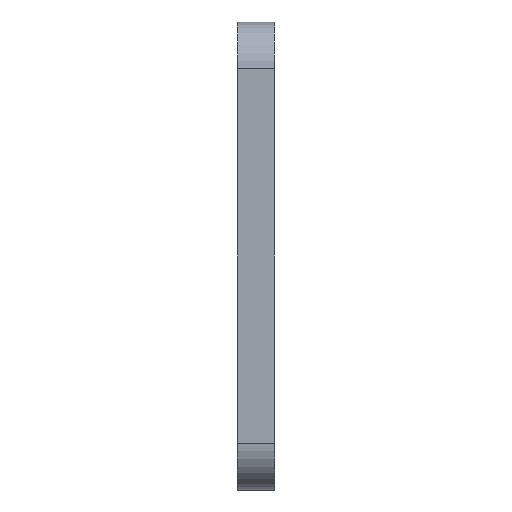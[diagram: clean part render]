
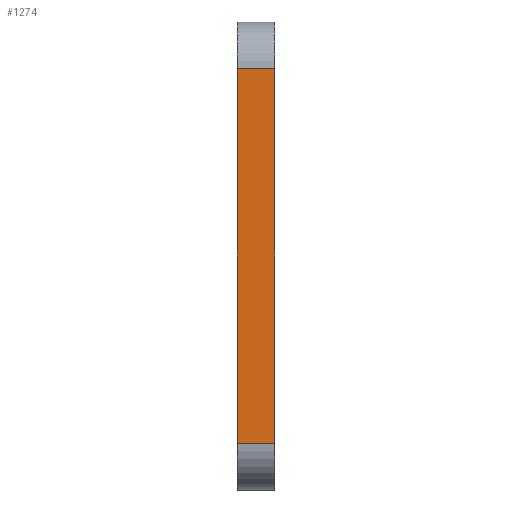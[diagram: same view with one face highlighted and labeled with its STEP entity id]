
A CAD part, front view. The second image highlights one B-rep face of the part: STEP entity #1274.
In plain terms, the highlighted planar face has unit normal (0, -1, 0).
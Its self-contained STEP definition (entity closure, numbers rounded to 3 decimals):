
#1089=CARTESIAN_POINT('Vertex',(4.,-25.,20.)) ;
#1105=CARTESIAN_POINT('Vertex',(0.,-25.,20.)) ;
#1108=CARTESIAN_POINT('Line Origine',(2.,-25.,20.)) ;
#1244=CARTESIAN_POINT('Axis2P3D Location',(0.,-25.,-25.)) ;
#1249=CARTESIAN_POINT('Line Origine',(2.,-25.,-20.)) ;
#1253=CARTESIAN_POINT('Vertex',(0.,-25.,-20.)) ;
#1255=CARTESIAN_POINT('Vertex',(4.,-25.,-20.)) ;
#1258=CARTESIAN_POINT('Line Origine',(4.,-25.,0.)) ;
#1263=CARTESIAN_POINT('Line Origine',(0.,-25.,0.)) ;
#1109=DIRECTION('Vector Direction',(1.,0.,0.)) ;
#1245=DIRECTION('Axis2P3D Direction',(0.,1.,0.)) ;
#1246=DIRECTION('Axis2P3D XDirection',(0.,0.,1.)) ;
#1250=DIRECTION('Vector Direction',(1.,0.,0.)) ;
#1259=DIRECTION('Vector Direction',(0.,0.,1.)) ;
#1264=DIRECTION('Vector Direction',(0.,0.,1.)) ;
#1247=AXIS2_PLACEMENT_3D('Plane Axis2P3D',#1244,#1245,#1246) ;
#1269=ORIENTED_EDGE('',*,*,#1257,.T.) ;
#1270=ORIENTED_EDGE('',*,*,#1262,.F.) ;
#1271=ORIENTED_EDGE('',*,*,#1112,.F.) ;
#1272=ORIENTED_EDGE('',*,*,#1267,.T.) ;
#1110=VECTOR('Line Direction',#1109,1.) ;
#1251=VECTOR('Line Direction',#1250,1.) ;
#1260=VECTOR('Line Direction',#1259,1.) ;
#1265=VECTOR('Line Direction',#1264,1.) ;
#1274=ADVANCED_FACE('Corps principal',(#1273),#1248,.F.) ;
#1112=EDGE_CURVE('',#1106,#1090,#1111,.T.) ;
#1257=EDGE_CURVE('',#1254,#1256,#1252,.T.) ;
#1262=EDGE_CURVE('',#1090,#1256,#1261,.F.) ;
#1267=EDGE_CURVE('',#1106,#1254,#1266,.F.) ;
#1268=EDGE_LOOP('',(#1269,#1270,#1271,#1272)) ;
#1273=FACE_OUTER_BOUND('',#1268,.T.) ;
#1111=LINE('Line',#1108,#1110) ;
#1252=LINE('Line',#1249,#1251) ;
#1261=LINE('Line',#1258,#1260) ;
#1266=LINE('Line',#1263,#1265) ;
#1248=PLANE('',#1247) ;
#1090=VERTEX_POINT('',#1089) ;
#1106=VERTEX_POINT('',#1105) ;
#1254=VERTEX_POINT('',#1253) ;
#1256=VERTEX_POINT('',#1255) ;
